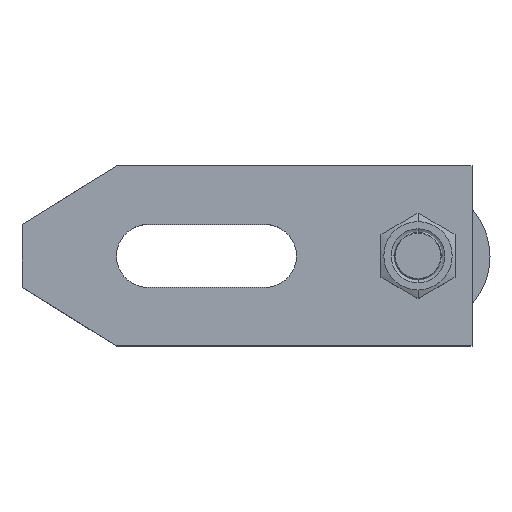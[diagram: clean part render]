
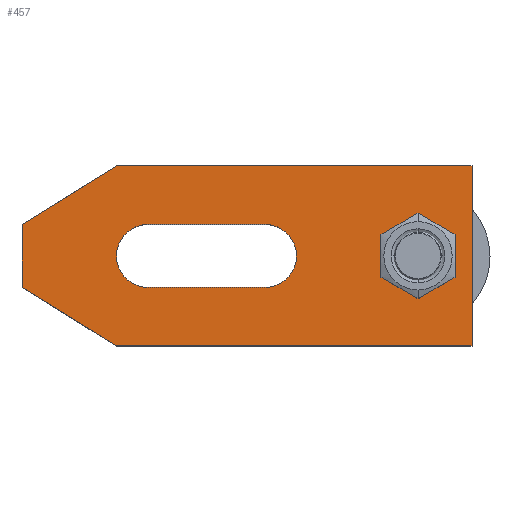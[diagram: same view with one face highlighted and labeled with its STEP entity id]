
A CAD part, top view. The second image highlights one B-rep face of the part: STEP entity #457.
In plain terms, the highlighted planar face has unit normal (0, 0, 1).
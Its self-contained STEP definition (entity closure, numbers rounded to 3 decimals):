
#379=VERTEX_POINT('',#1072);
#457=ADVANCED_FACE('',(#1157,#1158,#1159),#1160,.T.);
#475=EDGE_CURVE('',#921,#487,#1182,.T.);
#483=EDGE_CURVE('',#379,#495,#1190,.T.);
#487=VERTEX_POINT('',#1194);
#495=VERTEX_POINT('',#1202);
#501=VERTEX_POINT('',#1208);
#525=EDGE_CURVE('',#487,#647,#1233,.T.);
#531=EDGE_CURVE('',#1033,#973,#1239,.T.);
#553=EDGE_CURVE('',#705,#921,#1264,.T.);
#607=EDGE_CURVE('',#973,#757,#1323,.T.);
#647=VERTEX_POINT('',#1367);
#659=EDGE_CURVE('',#501,#941,#1380,.T.);
#705=VERTEX_POINT('',#1431);
#713=EDGE_CURVE('',#941,#705,#1439,.T.);
#757=VERTEX_POINT('',#1490);
#795=EDGE_CURVE('',#495,#379,#1528,.T.);
#833=EDGE_CURVE('',#851,#1033,#1571,.T.);
#851=VERTEX_POINT('',#1593);
#921=VERTEX_POINT('',#1668);
#933=EDGE_CURVE('',#647,#501,#1680,.T.);
#941=VERTEX_POINT('',#1689);
#973=VERTEX_POINT('',#1724);
#985=EDGE_CURVE('',#757,#851,#1738,.T.);
#1033=VERTEX_POINT('',#1795);
#1072=CARTESIAN_POINT('',(82.0,0.,20.0));
#1157=FACE_BOUND('',#1974,.T.);
#1158=FACE_BOUND('',#1975,.T.);
#1159=FACE_OUTER_BOUND('',#1976,.T.);
#1160=PLANE('',#1977);
#1182=LINE('',#2006,#2007);
#1190=CIRCLE('',#2030,6.0);
#1194=CARTESIAN_POINT('',(21.0,20.0,20.0));
#1202=CARTESIAN_POINT('',(94.0,0.,20.0));
#1208=CARTESIAN_POINT('',(100.0,-20.0,20.0));
#1233=LINE('',#2098,#2099);
#1239=LINE('',#2116,#2117);
#1264=LINE('',#2158,#2159);
#1323=CIRCLE('',#2244,7.0);
#1367=CARTESIAN_POINT('',(100.0,20.0,20.0));
#1380=LINE('',#2339,#2340);
#1431=CARTESIAN_POINT('',(0.0,-7.,20.0));
#1439=LINE('',#2426,#2427);
#1490=CARTESIAN_POINT('',(54.0,-7.0,20.0));
#1528=CIRCLE('',#2553,6.0);
#1571=CIRCLE('',#2630,7.0);
#1593=CARTESIAN_POINT('',(28.0,-7.0,20.0));
#1668=CARTESIAN_POINT('',(0.0,7.,20.0));
#1680=LINE('',#2780,#2781);
#1689=CARTESIAN_POINT('',(21.0,-20.0,20.0));
#1724=CARTESIAN_POINT('',(54.0,7.0,20.0));
#1738=LINE('',#2857,#2858);
#1795=CARTESIAN_POINT('',(28.0,7.0,20.0));
#1974=EDGE_LOOP('',(#3059,#3060));
#1975=EDGE_LOOP('',(#3061,#3062,#3063,#3064));
#1976=EDGE_LOOP('',(#3065,#3066,#3067,#3068,#3069,#3070));
#1977=AXIS2_PLACEMENT_3D('',#3071,#3072,#3073);
#2006=CARTESIAN_POINT('',(21.0,20.0,20.0));
#2007=VECTOR('',#3113,1.0);
#2030=AXIS2_PLACEMENT_3D('',#3116,#3117,#3118);
#2098=CARTESIAN_POINT('',(100.0,20.0,20.0));
#2099=VECTOR('',#3139,1.0);
#2116=CARTESIAN_POINT('',(40.928,7.0,20.0));
#2117=VECTOR('',#3140,1.0);
#2158=CARTESIAN_POINT('',(0.0,7.,20.0));
#2159=VECTOR('',#3174,1.0);
#2244=AXIS2_PLACEMENT_3D('',#3246,#3247,#3248);
#2339=CARTESIAN_POINT('',(21.0,-20.0,20.0));
#2340=VECTOR('',#3303,1.0);
#2426=CARTESIAN_POINT('',(0.0,-7.,20.0));
#2427=VECTOR('',#3357,1.0);
#2553=AXIS2_PLACEMENT_3D('',#3449,#3450,#3451);
#2630=AXIS2_PLACEMENT_3D('',#3490,#3491,#3492);
#2780=CARTESIAN_POINT('',(100.0,-20.0,20.0));
#2781=VECTOR('',#3591,1.0);
#2857=CARTESIAN_POINT('',(53.928,-7.0,20.0));
#2858=VECTOR('',#3651,1.0);
#3059=ORIENTED_EDGE('',*,*,#483,.T.);
#3060=ORIENTED_EDGE('',*,*,#795,.T.);
#3061=ORIENTED_EDGE('',*,*,#833,.T.);
#3062=ORIENTED_EDGE('',*,*,#531,.T.);
#3063=ORIENTED_EDGE('',*,*,#607,.T.);
#3064=ORIENTED_EDGE('',*,*,#985,.T.);
#3065=ORIENTED_EDGE('',*,*,#659,.F.);
#3066=ORIENTED_EDGE('',*,*,#933,.F.);
#3067=ORIENTED_EDGE('',*,*,#525,.F.);
#3068=ORIENTED_EDGE('',*,*,#475,.F.);
#3069=ORIENTED_EDGE('',*,*,#553,.F.);
#3070=ORIENTED_EDGE('',*,*,#713,.F.);
#3071=CARTESIAN_POINT('',(53.856,0.,20.0));
#3072=DIRECTION('',(0.0,0.0,1.0));
#3073=DIRECTION('',(1.0,0.0,0.0));
#3113=DIRECTION('',(0.85,0.526,0.0));
#3116=CARTESIAN_POINT('',(88.0,0.0,20.0));
#3117=DIRECTION('',(0.0,0.0,-1.0));
#3118=DIRECTION('',(-1.0,0.,0.0));
#3139=DIRECTION('',(1.0,0.0,0.0));
#3140=DIRECTION('',(1.0,0.0,0.0));
#3174=DIRECTION('',(0.0,1.0,0.0));
#3246=CARTESIAN_POINT('',(54.0,0.0,20.0));
#3247=DIRECTION('',(0.0,0.0,-1.0));
#3248=DIRECTION('',(0.0,1.0,0.0));
#3303=DIRECTION('',(-1.0,0.0,0.0));
#3357=DIRECTION('',(-0.85,0.526,0.0));
#3449=CARTESIAN_POINT('',(88.0,0.0,20.0));
#3450=DIRECTION('',(0.0,0.0,-1.0));
#3451=DIRECTION('',(-1.0,0.,0.0));
#3490=CARTESIAN_POINT('',(28.0,0.0,20.0));
#3491=DIRECTION('',(0.0,0.0,-1.0));
#3492=DIRECTION('',(0.0,-1.0,0.0));
#3591=DIRECTION('',(0.0,-1.0,0.0));
#3651=DIRECTION('',(-1.0,0.0,0.0));
